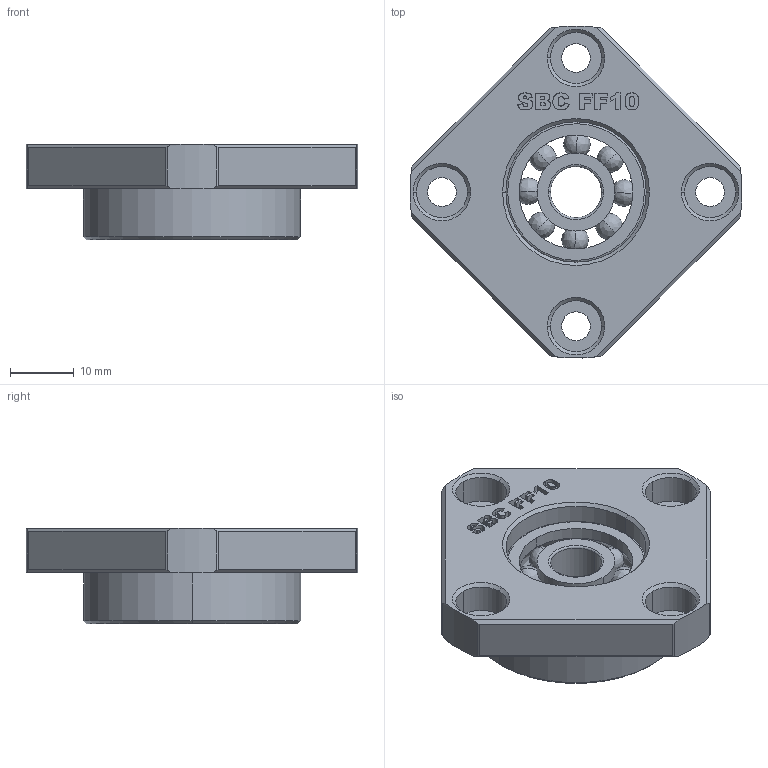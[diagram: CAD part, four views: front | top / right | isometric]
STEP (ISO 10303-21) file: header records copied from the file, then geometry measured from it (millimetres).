
FILE_DESCRIPTION (( 'STEP AP203' ), '1' );
FILE_NAME ('FF 10.STEP', '2014-10-22T05:47:30', ( 'star' ), ( '' ), 'SwSTEP 2.0', 'SolidWorks 2013', '' );
FILE_SCHEMA (( 'CONFIG_CONTROL_DESIGN' ));
Length unit declared in the file: millimetre
Products named in the file (3): #608(8X22X7); FF 10
Assembly tree (2 placements, depth 2):
  FF 10
    #608(8X22X7)
    FF 10
Bounding box: 51.96 x 51.98 x 15 mm (x, y, z)
Volume: 13815 mm3; surface area: 8190.5 mm2
Topology: 2 solids, 2 shells, 209 faces, 621 edges, 390 vertices
Faces by surface type: plane 79, bspline 71, cylinder 37, cone 14, torus 8
Entity records: 12594 total; most frequent: CARTESIAN_POINT 7262, ORIENTED_EDGE 1176, DIRECTION 864, EDGE_CURVE 588, VERTEX_POINT 390, AXIS2_PLACEMENT_3D 303, VECTOR 258, LINE 258
